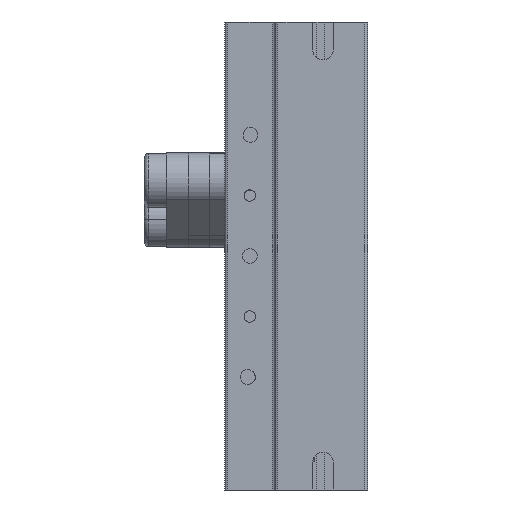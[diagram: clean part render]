
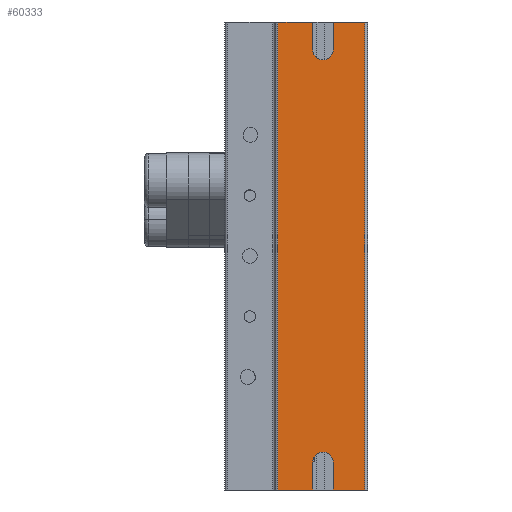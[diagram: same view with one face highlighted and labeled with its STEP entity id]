
A CAD part, left-side view. The second image highlights one B-rep face of the part: STEP entity #60333.
In plain terms, the highlighted planar face has unit normal (-1, 0, 0).
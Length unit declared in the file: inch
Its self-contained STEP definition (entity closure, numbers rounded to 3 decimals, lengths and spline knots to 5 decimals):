
#220 = ORIENTED_EDGE ( 'NONE', *, *, #38979, .T. ) ;
#922 = LINE ( 'NONE', #51215, #19324 ) ;
#1199 = DIRECTION ( 'NONE',  ( 0., 1., 0. ) ) ;
#1567 = EDGE_CURVE ( 'NONE', #39586, #76899, #34195, .T. ) ;
#2626 = CARTESIAN_POINT ( 'NONE',  ( 0., 0.499, -4.25 ) ) ;
#3680 = CARTESIAN_POINT ( 'NONE',  ( 0., 0.025, 0. ) ) ;
#4323 = ORIENTED_EDGE ( 'NONE', *, *, #44770, .T. ) ;
#4525 = CARTESIAN_POINT ( 'NONE',  ( 0., 0.025, -4.25 ) ) ;
#4582 = EDGE_CURVE ( 'NONE', #9292, #62394, #96131, .T. ) ;
#5974 = CARTESIAN_POINT ( 'NONE',  ( 0., 0.311, -4.25 ) ) ;
#6684 = CARTESIAN_POINT ( 'NONE',  ( 0., 0.311, -0.25 ) ) ;
#7090 = ORIENTED_EDGE ( 'NONE', *, *, #66492, .T. ) ;
#7407 = ORIENTED_EDGE ( 'NONE', *, *, #4582, .F. ) ;
#8969 = CARTESIAN_POINT ( 'NONE',  ( 0., 0.311, 0. ) ) ;
#9292 = VERTEX_POINT ( 'NONE', #39185 ) ;
#9677 = VECTOR ( 'NONE', #40909, 39.37008 ) ;
#10019 = ORIENTED_EDGE ( 'NONE', *, *, #27885, .T. ) ;
#11160 = CARTESIAN_POINT ( 'NONE',  ( 0., 0.499, -0.25 ) ) ;
#12360 = CARTESIAN_POINT ( 'NONE',  ( 0., 0.311, -4. ) ) ;
#12777 = AXIS2_PLACEMENT_3D ( 'NONE', #94041, #47958, #1199 ) ;
#14035 = CARTESIAN_POINT ( 'NONE',  ( 0., 0.405, -4. ) ) ;
#15645 = LINE ( 'NONE', #23321, #54559 ) ;
#17358 = DIRECTION ( 'NONE',  ( 0., 0., -1. ) ) ;
#18500 = LINE ( 'NONE', #59410, #57416 ) ;
#19324 = VECTOR ( 'NONE', #50660, 39.37008 ) ;
#20700 = CARTESIAN_POINT ( 'NONE',  ( 0., 0.311, 0. ) ) ;
#21896 = DIRECTION ( 'NONE',  ( 0., -1., 0. ) ) ;
#22859 = DIRECTION ( 'NONE',  ( 0., 0., 1. ) ) ;
#23321 = CARTESIAN_POINT ( 'NONE',  ( 0., 0.499, -0.25 ) ) ;
#25394 = LINE ( 'NONE', #3680, #43690 ) ;
#26314 = VERTEX_POINT ( 'NONE', #5974 ) ;
#27165 = VERTEX_POINT ( 'NONE', #60990 ) ;
#27320 = EDGE_CURVE ( 'NONE', #26314, #62394, #922, .T. ) ;
#27580 = DIRECTION ( 'NONE',  ( 0., 1., 0. ) ) ;
#27671 = CARTESIAN_POINT ( 'NONE',  ( 0., 0.499, -4. ) ) ;
#27885 = EDGE_CURVE ( 'NONE', #95792, #53494, #15645, .T. ) ;
#28337 = VERTEX_POINT ( 'NONE', #2626 ) ;
#28403 = CIRCLE ( 'NONE', #12777, 0.094 ) ;
#33364 = ORIENTED_EDGE ( 'NONE', *, *, #65890, .T. ) ;
#33602 = DIRECTION ( 'NONE',  ( -1., 0., 0. ) ) ;
#33606 = EDGE_CURVE ( 'NONE', #64460, #28337, #74575, .T. ) ;
#34195 = LINE ( 'NONE', #20700, #52402 ) ;
#35233 = DIRECTION ( 'NONE',  ( 0., 0., -1. ) ) ;
#37972 = AXIS2_PLACEMENT_3D ( 'NONE', #79975, #33602, #87637 ) ;
#38979 = EDGE_CURVE ( 'NONE', #76899, #95792, #28403, .T. ) ;
#39185 = CARTESIAN_POINT ( 'NONE',  ( 0., 0.025, 0. ) ) ;
#39586 = VERTEX_POINT ( 'NONE', #8969 ) ;
#40909 = DIRECTION ( 'NONE',  ( 0., 1., 0. ) ) ;
#41100 = PLANE ( 'NONE',  #37972 ) ;
#42114 = DIRECTION ( 'NONE',  ( 0., 0., -1. ) ) ;
#42435 = CIRCLE ( 'NONE', #92027, 0.094 ) ;
#43118 = CARTESIAN_POINT ( 'NONE',  ( 0., 0.025, 0. ) ) ;
#43690 = VECTOR ( 'NONE', #27580, 39.37008 ) ;
#44770 = EDGE_CURVE ( 'NONE', #53494, #27165, #69281, .T. ) ;
#46086 = ORIENTED_EDGE ( 'NONE', *, *, #33606, .T. ) ;
#47958 = DIRECTION ( 'NONE',  ( 1., 0., 0. ) ) ;
#50646 = DIRECTION ( 'NONE',  ( 0., -1., 0. ) ) ;
#50660 = DIRECTION ( 'NONE',  ( 0., -1., 0. ) ) ;
#51215 = CARTESIAN_POINT ( 'NONE',  ( 0., 0.311, -4.25 ) ) ;
#52402 = VECTOR ( 'NONE', #17358, 39.37008 ) ;
#53494 = VERTEX_POINT ( 'NONE', #92536 ) ;
#53906 = CARTESIAN_POINT ( 'NONE',  ( 0., 0.311, -4. ) ) ;
#54559 = VECTOR ( 'NONE', #22859, 39.37008 ) ;
#54852 = VECTOR ( 'NONE', #35233, 39.37008 ) ;
#56481 = VECTOR ( 'NONE', #50646, 39.37008 ) ;
#57416 = VECTOR ( 'NONE', #67210, 39.37008 ) ;
#57582 = LINE ( 'NONE', #61768, #95940 ) ;
#58305 = EDGE_CURVE ( 'NONE', #67560, #94850, #42435, .T. ) ;
#59410 = CARTESIAN_POINT ( 'NONE',  ( 0., 0.499, -4.25 ) ) ;
#60333 = ADVANCED_FACE ( 'NONE', ( #81611 ), #41100, .T. ) ;
#60990 = CARTESIAN_POINT ( 'NONE',  ( 0., 0.815, 0. ) ) ;
#61037 = ORIENTED_EDGE ( 'NONE', *, *, #68641, .T. ) ;
#61768 = CARTESIAN_POINT ( 'NONE',  ( 0., 0.815, 0. ) ) ;
#62394 = VERTEX_POINT ( 'NONE', #4525 ) ;
#64460 = VERTEX_POINT ( 'NONE', #91108 ) ;
#65890 = EDGE_CURVE ( 'NONE', #94850, #26314, #95654, .T. ) ;
#66492 = EDGE_CURVE ( 'NONE', #9292, #39586, #25394, .T. ) ;
#67094 = ORIENTED_EDGE ( 'NONE', *, *, #1567, .T. ) ;
#67210 = DIRECTION ( 'NONE',  ( 0., 0., 1. ) ) ;
#67560 = VERTEX_POINT ( 'NONE', #27671 ) ;
#68405 = DIRECTION ( 'NONE',  ( 1., 0., 0. ) ) ;
#68641 = EDGE_CURVE ( 'NONE', #27165, #64460, #57582, .T. ) ;
#69281 = LINE ( 'NONE', #87129, #9677 ) ;
#69551 = DIRECTION ( 'NONE',  ( 0., 0., -1. ) ) ;
#74547 = ORIENTED_EDGE ( 'NONE', *, *, #58305, .T. ) ;
#74575 = LINE ( 'NONE', #96614, #56481 ) ;
#76899 = VERTEX_POINT ( 'NONE', #6684 ) ;
#78862 = EDGE_CURVE ( 'NONE', #28337, #67560, #18500, .T. ) ;
#79975 = CARTESIAN_POINT ( 'NONE',  ( 0., 0.815, 0. ) ) ;
#81611 = FACE_OUTER_BOUND ( 'NONE', #99127, .T. ) ;
#87129 = CARTESIAN_POINT ( 'NONE',  ( 0., 0.499, 0. ) ) ;
#87637 = DIRECTION ( 'NONE',  ( 0., 0., 1. ) ) ;
#90058 = ORIENTED_EDGE ( 'NONE', *, *, #78862, .T. ) ;
#91108 = CARTESIAN_POINT ( 'NONE',  ( 0., 0.815, -4.25 ) ) ;
#91257 = ORIENTED_EDGE ( 'NONE', *, *, #27320, .T. ) ;
#91397 = VECTOR ( 'NONE', #42114, 39.37008 ) ;
#92027 = AXIS2_PLACEMENT_3D ( 'NONE', #14035, #68405, #21896 ) ;
#92536 = CARTESIAN_POINT ( 'NONE',  ( 0., 0.499, 0. ) ) ;
#94041 = CARTESIAN_POINT ( 'NONE',  ( 0., 0.405, -0.25 ) ) ;
#94850 = VERTEX_POINT ( 'NONE', #53906 ) ;
#95654 = LINE ( 'NONE', #12360, #54852 ) ;
#95792 = VERTEX_POINT ( 'NONE', #11160 ) ;
#95940 = VECTOR ( 'NONE', #69551, 39.37008 ) ;
#96131 = LINE ( 'NONE', #43118, #91397 ) ;
#96614 = CARTESIAN_POINT ( 'NONE',  ( 0., 0.815, -4.25 ) ) ;
#99127 = EDGE_LOOP ( 'NONE', ( #10019, #4323, #61037, #46086, #90058, #74547, #33364, #91257, #7407, #7090, #67094, #220 ) ) ;
